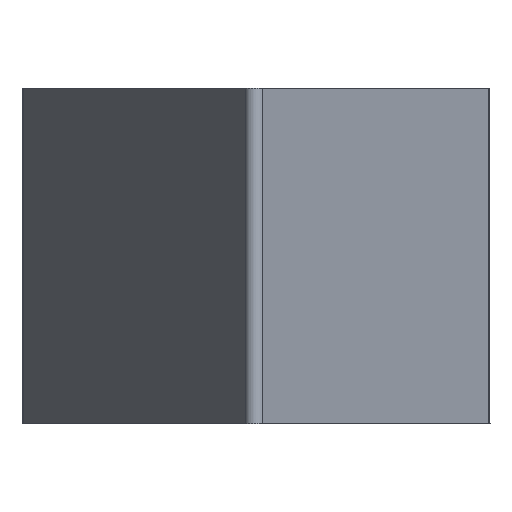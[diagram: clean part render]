
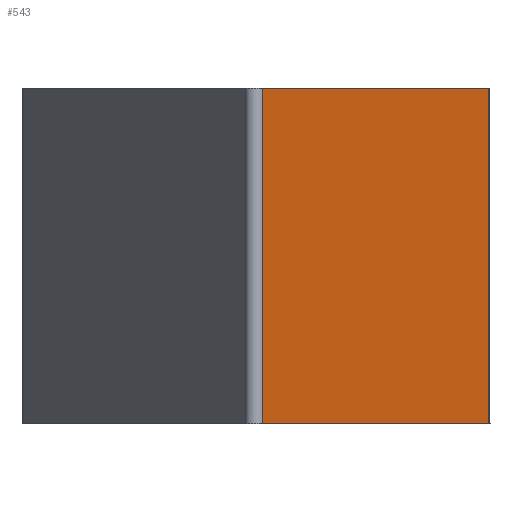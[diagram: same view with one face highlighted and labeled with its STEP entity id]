
A CAD part, front view. The second image highlights one B-rep face of the part: STEP entity #543.
In plain terms, the highlighted planar face has unit normal (0.864, -0.504, 0).
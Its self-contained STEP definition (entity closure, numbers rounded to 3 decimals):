
#275=CARTESIAN_POINT('',(44.498,5.733,3.));
#276=VERTEX_POINT('',#275);
#284=CARTESIAN_POINT('',(42.14,1.695,3.));
#285=VERTEX_POINT('',#284);
#286=CARTESIAN_POINT('',(42.14,1.695,3.));
#287=DIRECTION('',(0.504,0.864,0.));
#288=VECTOR('',#287,4.677);
#289=LINE('',#286,#288);
#290=EDGE_CURVE('',#285,#276,#289,.T.);
#513=CARTESIAN_POINT('',(43.319,3.714,6.));
#514=DIRECTION('',(-0.864,0.504,0.));
#515=DIRECTION('',(-0.504,-0.864,0.));
#516=AXIS2_PLACEMENT_3D('',#513,#514,#515);
#517=PLANE('',#516);
#518=CARTESIAN_POINT('',(42.14,1.695,6.5));
#519=VERTEX_POINT('',#518);
#520=CARTESIAN_POINT('',(44.498,5.733,6.5));
#521=VERTEX_POINT('',#520);
#522=CARTESIAN_POINT('',(42.14,1.695,6.5));
#523=DIRECTION('',(0.504,0.864,0.));
#524=VECTOR('',#523,4.677);
#525=LINE('',#522,#524);
#526=EDGE_CURVE('',#519,#521,#525,.T.);
#527=ORIENTED_EDGE('',*,*,#526,.F.);
#528=CARTESIAN_POINT('',(42.14,1.695,6.5));
#529=DIRECTION('',(0.,0.,-1.));
#530=VECTOR('',#529,3.5);
#531=LINE('',#528,#530);
#532=EDGE_CURVE('',#519,#285,#531,.T.);
#533=ORIENTED_EDGE('',*,*,#532,.T.);
#534=ORIENTED_EDGE('',*,*,#290,.T.);
#535=CARTESIAN_POINT('',(44.498,5.733,3.));
#536=DIRECTION('',(-0.,-0.,1.));
#537=VECTOR('',#536,3.5);
#538=LINE('',#535,#537);
#539=EDGE_CURVE('',#276,#521,#538,.T.);
#540=ORIENTED_EDGE('',*,*,#539,.T.);
#541=EDGE_LOOP('',(#527,#533,#534,#540));
#542=FACE_BOUND('',#541,.T.);
#543=ADVANCED_FACE('',(#542),#517,.F.);
